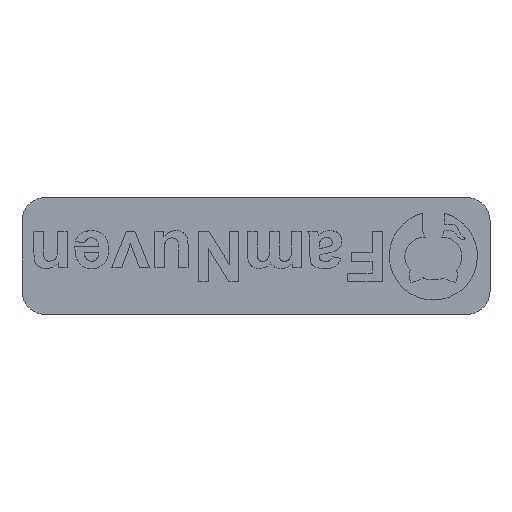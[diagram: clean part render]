
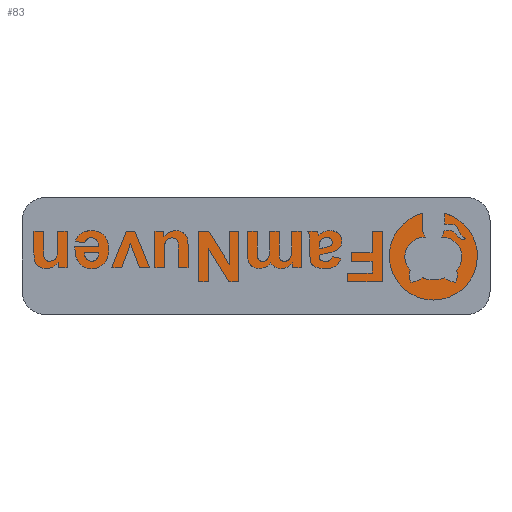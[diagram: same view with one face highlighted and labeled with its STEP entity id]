
A CAD part, top view. The second image highlights one B-rep face of the part: STEP entity #83.
In plain terms, the highlighted planar face has unit normal (0, 0, 1).
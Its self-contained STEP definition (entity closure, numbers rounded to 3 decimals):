
#83=ADVANCED_FACE('',(#1865),#1867,.T.);
#1865=FACE_BOUND('',#1866,.T.);
#1866=EDGE_LOOP('',(#3199,#3200,#3201,#3202,#3203,#3204,#3205,#3206));
#1867=PLANE('',#1868);
#1868=AXIS2_PLACEMENT_3D('',#1869,#1870,#1871);
#1869=CARTESIAN_POINT('',(0.,0.,0.));
#1870=DIRECTION('',(0.,0.,1.));
#1871=DIRECTION('',(-1.,0.,0.));
#3199=ORIENTED_EDGE('',*,*,#4603,.T.);
#3200=ORIENTED_EDGE('',*,*,#4604,.T.);
#3201=ORIENTED_EDGE('',*,*,#4605,.T.);
#3202=ORIENTED_EDGE('',*,*,#4606,.T.);
#3203=ORIENTED_EDGE('',*,*,#4607,.T.);
#3204=ORIENTED_EDGE('',*,*,#4608,.T.);
#3205=ORIENTED_EDGE('',*,*,#4609,.T.);
#3206=ORIENTED_EDGE('',*,*,#4610,.T.);
#4603=EDGE_CURVE('',#5173,#5174,#5175,.T.);
#4604=EDGE_CURVE('',#5174,#5176,#5177,.T.);
#4605=EDGE_CURVE('',#5176,#5178,#5179,.T.);
#4606=EDGE_CURVE('',#5178,#5180,#5181,.T.);
#4607=EDGE_CURVE('',#5180,#5182,#5183,.T.);
#4608=EDGE_CURVE('',#5182,#5184,#5185,.T.);
#4609=EDGE_CURVE('',#5184,#5186,#5187,.T.);
#4610=EDGE_CURVE('',#5186,#5173,#5188,.T.);
#5173=VERTEX_POINT('',#6123);
#5174=VERTEX_POINT('',#6124);
#5175=CIRCLE('',#6125,3.);
#5176=VERTEX_POINT('',#6129);
#5177=LINE('',#6130,#6131);
#5178=VERTEX_POINT('',#6133);
#5179=CIRCLE('',#6134,3.);
#5180=VERTEX_POINT('',#6138);
#5181=LINE('',#6139,#6140);
#5182=VERTEX_POINT('',#6142);
#5183=CIRCLE('',#6143,3.);
#5184=VERTEX_POINT('',#6147);
#5185=LINE('',#6148,#6149);
#5186=VERTEX_POINT('',#6151);
#5187=CIRCLE('',#6152,3.);
#5188=LINE('',#6156,#6157);
#6123=CARTESIAN_POINT('',(47.,0.,0.));
#6124=CARTESIAN_POINT('',(50.,3.,0.));
#6125=AXIS2_PLACEMENT_3D('',#6126,#6127,#6128);
#6126=CARTESIAN_POINT('',(47.,3.,0.));
#6127=DIRECTION('',(0.,0.,1.));
#6128=DIRECTION('',(0.,-1.,0.));
#6129=CARTESIAN_POINT('',(50.,12.,0.));
#6130=CARTESIAN_POINT('',(50.,3.,0.));
#6131=VECTOR('',#6132,1.);
#6132=DIRECTION('',(0.,1.,0.));
#6133=CARTESIAN_POINT('',(47.,15.,0.));
#6134=AXIS2_PLACEMENT_3D('',#6135,#6136,#6137);
#6135=CARTESIAN_POINT('',(47.,12.,0.));
#6136=DIRECTION('',(0.,0.,1.));
#6137=DIRECTION('',(1.,0.,0.));
#6138=CARTESIAN_POINT('',(-7.,15.,0.));
#6139=CARTESIAN_POINT('',(47.,15.,0.));
#6140=VECTOR('',#6141,1.);
#6141=DIRECTION('',(-1.,0.,0.));
#6142=CARTESIAN_POINT('',(-10.,12.,0.));
#6143=AXIS2_PLACEMENT_3D('',#6144,#6145,#6146);
#6144=CARTESIAN_POINT('',(-7.,12.,0.));
#6145=DIRECTION('',(0.,0.,1.));
#6146=DIRECTION('',(0.,1.,0.));
#6147=CARTESIAN_POINT('',(-10.,3.,0.));
#6148=CARTESIAN_POINT('',(-10.,12.,0.));
#6149=VECTOR('',#6150,1.);
#6150=DIRECTION('',(0.,-1.,0.));
#6151=CARTESIAN_POINT('',(-7.,0.,0.));
#6152=AXIS2_PLACEMENT_3D('',#6153,#6154,#6155);
#6153=CARTESIAN_POINT('',(-7.,3.,0.));
#6154=DIRECTION('',(0.,0.,1.));
#6155=DIRECTION('',(-1.,0.,0.));
#6156=CARTESIAN_POINT('',(-7.,0.,0.));
#6157=VECTOR('',#6158,1.);
#6158=DIRECTION('',(1.,0.,0.));
